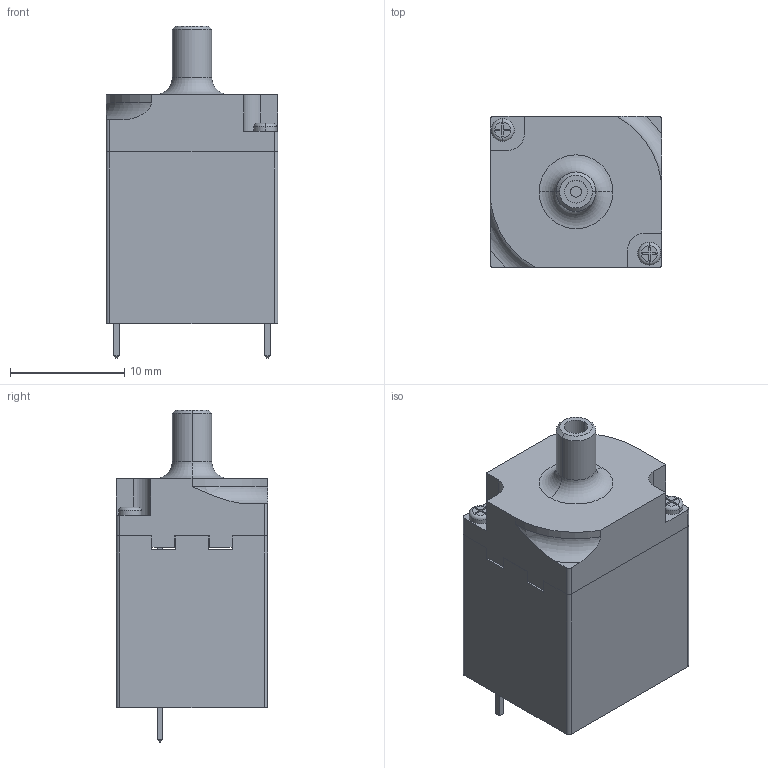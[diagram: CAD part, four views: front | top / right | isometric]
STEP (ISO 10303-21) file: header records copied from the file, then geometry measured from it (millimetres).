
FILE_DESCRIPTION((''),'2;1');
FILE_NAME('KSV15C-6J_ASM','2018-03-22T',('quept'),(''),'CREO PARAMETRIC BY PTC INC, 2014190','CREO PARAMETRIC BY PTC INC, 2014190','');
FILE_SCHEMA(('CONFIG_CONTROL_DESIGN'));
Length unit declared in the file: millimetre
Products named in the file (15): 030100020123_AF0; 030330080027_AF0; SV15AFM1_AF0; SV15CMG1-1_AF0; SV15CMG1-1_AF1; SV15CMG1-1_AF2; 030100030118_AF0; XIANBAO_AF0; 030200020084_AF0; SV15APN2-030330060015-DS-A1; 030100010171_AF0; SV15CSC1-1-030600010106-DS-_AF0; SV15CSC1-1-030600010106-DS-_AF1; SV15CCU1-01-030310030066-DS_AF0; KSV15C-6J_ASM
Assembly tree (15 placements, depth 2):
  KSV15C-6J_ASM
    030100020123_AF0
    030330080027_AF0
    SV15AFM1_AF0
    SV15CMG1-1_AF0
    SV15CMG1-1_AF1
    SV15CMG1-1_AF2
    030100030118_AF0
    XIANBAO_AF0
    030200020084_AF0
    SV15APN2-030330060015-DS-A1  x2
    030100010171_AF0
    SV15CSC1-1-030600010106-DS-_AF0
    SV15CSC1-1-030600010106-DS-_AF1
    SV15CCU1-01-030310030066-DS_AF0
Bounding box: 15 x 13.2 x 29 mm (x, y, z)
Volume: 1749.6 mm3; surface area: 3061.1 mm2
Topology: 9 solids, 9 shells, 569 faces, 1482 edges, 972 vertices
Faces by surface type: plane 359, cylinder 168, cone 24, bspline 10, torus 8
Entity records: 17900 total; most frequent: CARTESIAN_POINT 5143, ORIENTED_EDGE 2612, DIRECTION 2606, EDGE_CURVE 1306, AXIS2_PLACEMENT_3D 885, VERTEX_POINT 860, VECTOR 836, LINE 836
